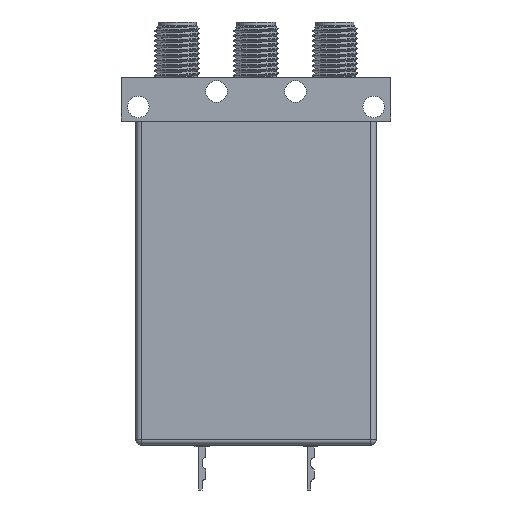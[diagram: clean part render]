
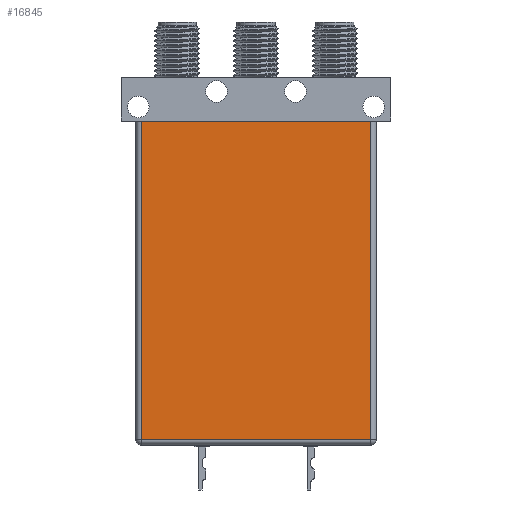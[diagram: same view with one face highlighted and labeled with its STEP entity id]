
A CAD part, front view. The second image highlights one B-rep face of the part: STEP entity #16845.
In plain terms, the highlighted planar face has unit normal (0, -1, 0).
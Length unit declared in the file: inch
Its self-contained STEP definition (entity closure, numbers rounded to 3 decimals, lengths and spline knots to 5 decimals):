
#391 = LINE ( 'NONE', #6586, #25074 ) ;
#1198 = DIRECTION ( 'NONE',  ( 0., -1., 0. ) ) ;
#1651 = VECTOR ( 'NONE', #4657, 39.37008 ) ;
#1816 = DIRECTION ( 'NONE',  ( 0., 0., 1. ) ) ;
#1989 = CARTESIAN_POINT ( 'NONE',  ( 0.64, -0.26, 0.781 ) ) ;
#2848 = LINE ( 'NONE', #1989, #22979 ) ;
#4278 = CARTESIAN_POINT ( 'NONE',  ( -0.64, -0.26, -0.995 ) ) ;
#4657 = DIRECTION ( 'NONE',  ( 0., 0., -1. ) ) ;
#5636 = CARTESIAN_POINT ( 'NONE',  ( 0.64, -0.26, 0.781 ) ) ;
#6443 = FACE_OUTER_BOUND ( 'NONE', #25406, .T. ) ;
#6586 = CARTESIAN_POINT ( 'NONE',  ( 0., -0.26, 0.781 ) ) ;
#10075 = VERTEX_POINT ( 'NONE', #5636 ) ;
#10528 = CARTESIAN_POINT ( 'NONE',  ( -0.64, -0.26, 0.781 ) ) ;
#10649 = LINE ( 'NONE', #20855, #21729 ) ;
#11085 = VERTEX_POINT ( 'NONE', #20322 ) ;
#11396 = LINE ( 'NONE', #25192, #1651 ) ;
#11448 = EDGE_CURVE ( 'NONE', #17988, #17994, #11396, .T. ) ;
#11536 = PLANE ( 'NONE',  #17432 ) ;
#13623 = CARTESIAN_POINT ( 'NONE',  ( 0., -0.26, 0. ) ) ;
#16845 = ADVANCED_FACE ( 'NONE', ( #6443 ), #11536, .T. ) ;
#17386 = EDGE_CURVE ( 'NONE', #17994, #11085, #10649, .T. ) ;
#17432 = AXIS2_PLACEMENT_3D ( 'NONE', #13623, #1198, #19908 ) ;
#17988 = VERTEX_POINT ( 'NONE', #10528 ) ;
#17994 = VERTEX_POINT ( 'NONE', #4278 ) ;
#18377 = EDGE_CURVE ( 'NONE', #11085, #10075, #2848, .T. ) ;
#19908 = DIRECTION ( 'NONE',  ( 0., 0., -1. ) ) ;
#20322 = CARTESIAN_POINT ( 'NONE',  ( 0.64, -0.26, -0.995 ) ) ;
#20584 = DIRECTION ( 'NONE',  ( 1., 0., 0. ) ) ;
#20855 = CARTESIAN_POINT ( 'NONE',  ( 0.67, -0.26, -0.995 ) ) ;
#20905 = ORIENTED_EDGE ( 'NONE', *, *, #18377, .T. ) ;
#20971 = DIRECTION ( 'NONE',  ( 1., 0., 0. ) ) ;
#21729 = VECTOR ( 'NONE', #20584, 39.37008 ) ;
#21766 = ORIENTED_EDGE ( 'NONE', *, *, #17386, .T. ) ;
#22979 = VECTOR ( 'NONE', #1816, 39.37008 ) ;
#23856 = EDGE_CURVE ( 'NONE', #17988, #10075, #391, .T. ) ;
#24890 = ORIENTED_EDGE ( 'NONE', *, *, #23856, .F. ) ;
#25074 = VECTOR ( 'NONE', #20971, 39.37008 ) ;
#25192 = CARTESIAN_POINT ( 'NONE',  ( -0.64, -0.26, -1.025 ) ) ;
#25406 = EDGE_LOOP ( 'NONE', ( #24890, #26452, #21766, #20905 ) ) ;
#26452 = ORIENTED_EDGE ( 'NONE', *, *, #11448, .T. ) ;
